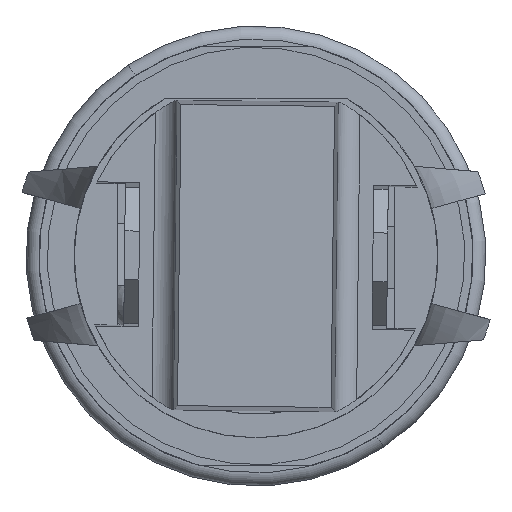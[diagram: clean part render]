
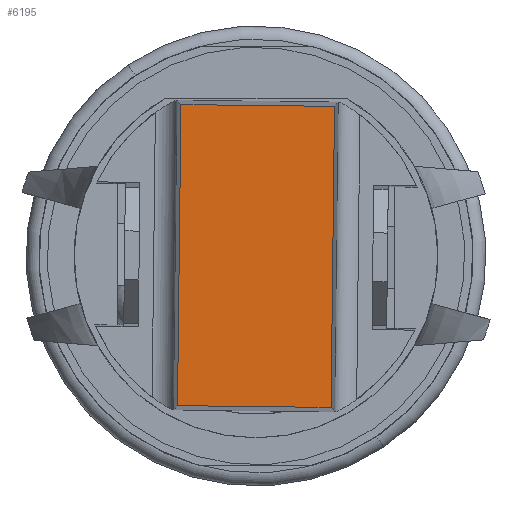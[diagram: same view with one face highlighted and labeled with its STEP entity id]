
A CAD part, front view. The second image highlights one B-rep face of the part: STEP entity #6195.
In plain terms, the highlighted planar face has unit normal (0, -1, 0).
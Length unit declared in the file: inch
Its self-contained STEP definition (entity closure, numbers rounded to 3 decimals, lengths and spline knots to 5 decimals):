
#211 = AXIS2_PLACEMENT_3D ( 'NONE', #3321, #10143, #4325 ) ;
#623 = CARTESIAN_POINT ( 'NONE',  ( -0.20612, -0.337, 0.10512 ) ) ;
#625 = VERTEX_POINT ( 'NONE', #3654 ) ;
#1202 = CARTESIAN_POINT ( 'NONE',  ( 0.20612, -0.337, 0.10512 ) ) ;
#1293 = VECTOR ( 'NONE', #12436, 39.37008 ) ;
#1396 = ORIENTED_EDGE ( 'NONE', *, *, #4453, .T. ) ;
#1799 = VECTOR ( 'NONE', #8300, 39.37008 ) ;
#2739 = EDGE_LOOP ( 'NONE', ( #1396, #3761, #7141, #11021 ) ) ;
#2812 = DIRECTION ( 'NONE',  ( 0., 0., -1. ) ) ;
#3321 = CARTESIAN_POINT ( 'NONE',  ( 0.212, -0.337, 0.111 ) ) ;
#3654 = CARTESIAN_POINT ( 'NONE',  ( -0.20612, -0.337, -0.10512 ) ) ;
#3664 = CARTESIAN_POINT ( 'NONE',  ( 0.212, -0.337, 0.10512 ) ) ;
#3683 = VERTEX_POINT ( 'NONE', #12582 ) ;
#3761 = ORIENTED_EDGE ( 'NONE', *, *, #9723, .F. ) ;
#4325 = DIRECTION ( 'NONE',  ( 0., 0., 1. ) ) ;
#4453 = EDGE_CURVE ( 'NONE', #8108, #625, #10834, .T. ) ;
#4976 = VERTEX_POINT ( 'NONE', #1202 ) ;
#6092 = CARTESIAN_POINT ( 'NONE',  ( 0.20612, -0.337, 0.111 ) ) ;
#6195 = ADVANCED_FACE ( 'NONE', ( #11736 ), #12054, .F. ) ;
#6327 = CARTESIAN_POINT ( 'NONE',  ( 0.212, -0.337, -0.10512 ) ) ;
#6643 = LINE ( 'NONE', #6327, #1799 ) ;
#7141 = ORIENTED_EDGE ( 'NONE', *, *, #7440, .F. ) ;
#7269 = VECTOR ( 'NONE', #11940, 39.37008 ) ;
#7440 = EDGE_CURVE ( 'NONE', #4976, #3683, #10170, .T. ) ;
#7674 = CARTESIAN_POINT ( 'NONE',  ( -0.20612, -0.337, 0.111 ) ) ;
#7952 = VECTOR ( 'NONE', #2812, 39.37008 ) ;
#8108 = VERTEX_POINT ( 'NONE', #623 ) ;
#8300 = DIRECTION ( 'NONE',  ( -1., 0., 0. ) ) ;
#9043 = LINE ( 'NONE', #3664, #1293 ) ;
#9723 = EDGE_CURVE ( 'NONE', #3683, #625, #6643, .T. ) ;
#10143 = DIRECTION ( 'NONE',  ( 0., 1., 0. ) ) ;
#10170 = LINE ( 'NONE', #6092, #7269 ) ;
#10834 = LINE ( 'NONE', #7674, #7952 ) ;
#11021 = ORIENTED_EDGE ( 'NONE', *, *, #12081, .T. ) ;
#11736 = FACE_OUTER_BOUND ( 'NONE', #2739, .T. ) ;
#11940 = DIRECTION ( 'NONE',  ( 0., 0., -1. ) ) ;
#12054 = PLANE ( 'NONE',  #211 ) ;
#12081 = EDGE_CURVE ( 'NONE', #4976, #8108, #9043, .T. ) ;
#12436 = DIRECTION ( 'NONE',  ( -1., 0., 0. ) ) ;
#12582 = CARTESIAN_POINT ( 'NONE',  ( 0.20612, -0.337, -0.10512 ) ) ;
